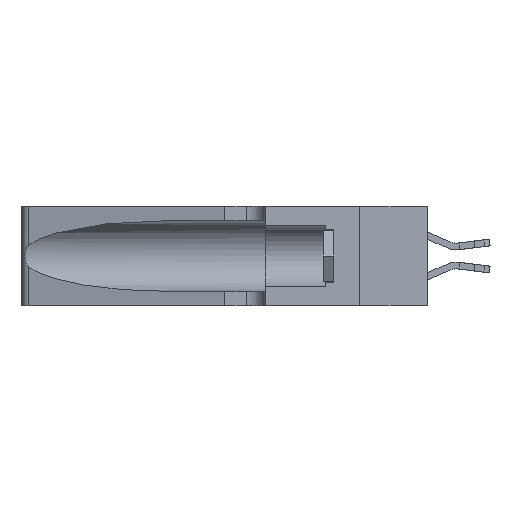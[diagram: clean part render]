
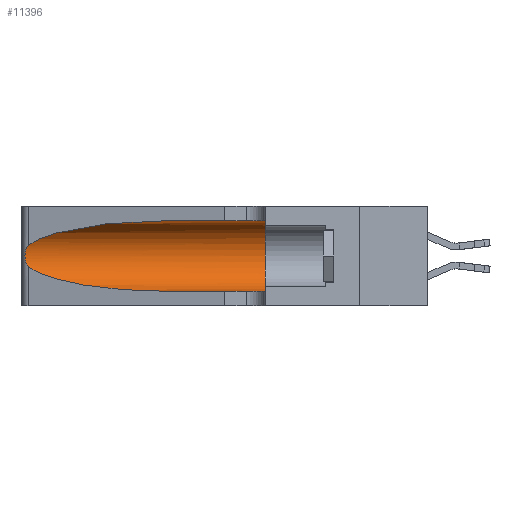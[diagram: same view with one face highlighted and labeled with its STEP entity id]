
A CAD part, left-side view. The second image highlights one B-rep face of the part: STEP entity #11396.
In plain terms, the highlighted cylindrical face has radius 3.308 mm (diameter 6.617 mm), a partial arc.
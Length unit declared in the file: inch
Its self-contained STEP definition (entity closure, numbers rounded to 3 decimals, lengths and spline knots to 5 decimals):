
#1159 = CARTESIAN_POINT ( 'NONE',  ( 0.25856, 1.23593, 0.16098 ) ) ;
#1218 = AXIS2_PLACEMENT_3D ( 'NONE', #7413, #23519, #9966 ) ;
#1830 = CARTESIAN_POINT ( 'NONE',  ( 0.1305, 0.72297, 0.05475 ) ) ;
#2027 = DIRECTION ( 'NONE',  ( 0., 0., 1. ) ) ;
#2538 = CIRCLE ( 'NONE', #29330, 0.13025 ) ;
#3189 = CARTESIAN_POINT ( 'NONE',  ( 0.25487, 1.22718, 0.22369 ) ) ;
#3343 = EDGE_CURVE ( 'NONE', #16786, #8472, #18216, .T. ) ;
#3628 = CARTESIAN_POINT ( 'NONE',  ( 0.25789, 1.23486, 0.15765 ) ) ;
#3844 = CARTESIAN_POINT ( 'NONE',  ( 0.25487, 1.22718, 0.22369 ) ) ;
#5979 = CARTESIAN_POINT ( 'NONE',  ( 0.26075, 1.23896, 0.19203 ) ) ;
#6055 =( BOUNDED_CURVE ( )  B_SPLINE_CURVE ( 3, ( #7352, #18975, #25811, #9703 ),
 .UNSPECIFIED., .F., .F. ) 
 B_SPLINE_CURVE_WITH_KNOTS ( ( 4, 4 ),
 ( 1.5708, 2.84003 ),
 .UNSPECIFIED. ) 
 CURVE ( )  GEOMETRIC_REPRESENTATION_ITEM ( )  RATIONAL_B_SPLINE_CURVE ( ( 1., 0.87, 0.87, 1. ) ) 
 REPRESENTATION_ITEM ( '' )  );
#6242 = CARTESIAN_POINT ( 'NONE',  ( 0.18966, 0.96281, 0.05475 ) ) ;
#6544 = CARTESIAN_POINT ( 'NONE',  ( 0.1305, 0.35, 0.185 ) ) ;
#7352 = CARTESIAN_POINT ( 'NONE',  ( 0.1305, 0.72297, 0.31525 ) ) ;
#7413 = CARTESIAN_POINT ( 'NONE',  ( 0.1305, 1.61858, 0.185 ) ) ;
#8227 = CARTESIAN_POINT ( 'NONE',  ( 0.25487, 1.22718, 0.14631 ) ) ;
#8472 = VERTEX_POINT ( 'NONE', #1830 ) ;
#9703 = CARTESIAN_POINT ( 'NONE',  ( 0.25487, 1.22718, 0.22369 ) ) ;
#9966 = DIRECTION ( 'NONE',  ( 0., 0., -1. ) ) ;
#10034 = LINE ( 'NONE', #22772, #12556 ) ;
#10481 = CARTESIAN_POINT ( 'NONE',  ( 0.25555, 1.22994, 0.2215 ) ) ;
#10941 = CARTESIAN_POINT ( 'NONE',  ( 0.1305, 0.72297, 0.05475 ) ) ;
#11284 = VERTEX_POINT ( 'NONE', #11604 ) ;
#11396 = ADVANCED_FACE ( 'NONE', ( #20869 ), #12111, .F. ) ;
#11452 = ORIENTED_EDGE ( 'NONE', *, *, #22117, .T. ) ;
#11604 = CARTESIAN_POINT ( 'NONE',  ( 0.1305, 0.72297, 0.31525 ) ) ;
#11863 = B_SPLINE_CURVE_WITH_KNOTS ( 'NONE', 3,
 ( #3844, #10481, #12810, #24548, #22195, #17605, #5979, #22299, #20160, #1159, #3628, #26798, #15146, #8227 ),
 .UNSPECIFIED., .F., .F.,
 ( 4, 2, 2, 2, 2, 2, 4 ),
 ( 0., 0.00027, 0.00053, 0.00107, 0.0016, 0.00187, 0.00214 ),
 .UNSPECIFIED. ) ;
#11965 = EDGE_CURVE ( 'NONE', #11284, #27951, #26679, .T. ) ;
#12111 = CYLINDRICAL_SURFACE ( 'NONE', #1218, 0.13025 ) ;
#12556 = VECTOR ( 'NONE', #17980, 39.37008 ) ;
#12810 = CARTESIAN_POINT ( 'NONE',  ( 0.25639, 1.23184, 0.21858 ) ) ;
#12814 = DIRECTION ( 'NONE',  ( 0., -1., 0. ) ) ;
#13146 = VERTEX_POINT ( 'NONE', #3189 ) ;
#14785 = CARTESIAN_POINT ( 'NONE',  ( 0.1305, 0.35, 0.31525 ) ) ;
#15146 = CARTESIAN_POINT ( 'NONE',  ( 0.25555, 1.22993, 0.14849 ) ) ;
#15301 = CARTESIAN_POINT ( 'NONE',  ( 0.1305, 0.35, 0.05475 ) ) ;
#15772 = EDGE_CURVE ( 'NONE', #11284, #13146, #6055, .T. ) ;
#16786 = VERTEX_POINT ( 'NONE', #18099 ) ;
#17605 = CARTESIAN_POINT ( 'NONE',  ( 0.26018, 1.23835, 0.19895 ) ) ;
#17869 = CARTESIAN_POINT ( 'NONE',  ( 0.25487, 1.22718, 0.14631 ) ) ;
#17980 = DIRECTION ( 'NONE',  ( 0., -1., 0. ) ) ;
#18074 = CARTESIAN_POINT ( 'NONE',  ( 0.2373, 1.15595, 0.08982 ) ) ;
#18099 = CARTESIAN_POINT ( 'NONE',  ( 0.25487, 1.22718, 0.14631 ) ) ;
#18100 = VERTEX_POINT ( 'NONE', #15301 ) ;
#18216 =( BOUNDED_CURVE ( )  B_SPLINE_CURVE ( 3, ( #17869, #18074, #6242, #10941 ),
 .UNSPECIFIED., .F., .F. ) 
 B_SPLINE_CURVE_WITH_KNOTS ( ( 4, 4 ),
 ( 3.44316, 4.71239 ),
 .UNSPECIFIED. ) 
 CURVE ( )  GEOMETRIC_REPRESENTATION_ITEM ( )  RATIONAL_B_SPLINE_CURVE ( ( 1., 0.87, 0.87, 1. ) ) 
 REPRESENTATION_ITEM ( '' )  );
#18975 = CARTESIAN_POINT ( 'NONE',  ( 0.18966, 0.96281, 0.31525 ) ) ;
#19759 = CARTESIAN_POINT ( 'NONE',  ( 0.1305, 1.61858, 0.31525 ) ) ;
#20160 = CARTESIAN_POINT ( 'NONE',  ( 0.26017, 1.23833, 0.17102 ) ) ;
#20306 = EDGE_LOOP ( 'NONE', ( #22951, #11452, #25359, #21269, #20436, #22258 ) ) ;
#20436 = ORIENTED_EDGE ( 'NONE', *, *, #26548, .F. ) ;
#20450 = VECTOR ( 'NONE', #12814, 39.37008 ) ;
#20869 = FACE_OUTER_BOUND ( 'NONE', #20306, .T. ) ;
#21269 = ORIENTED_EDGE ( 'NONE', *, *, #22792, .T. ) ;
#22117 = EDGE_CURVE ( 'NONE', #13146, #16786, #11863, .T. ) ;
#22195 = CARTESIAN_POINT ( 'NONE',  ( 0.25854, 1.2359, 0.20912 ) ) ;
#22258 = ORIENTED_EDGE ( 'NONE', *, *, #11965, .F. ) ;
#22299 = CARTESIAN_POINT ( 'NONE',  ( 0.26075, 1.23896, 0.178 ) ) ;
#22772 = CARTESIAN_POINT ( 'NONE',  ( 0.1305, 1.61858, 0.05475 ) ) ;
#22792 = EDGE_CURVE ( 'NONE', #8472, #18100, #10034, .T. ) ;
#22951 = ORIENTED_EDGE ( 'NONE', *, *, #15772, .T. ) ;
#23519 = DIRECTION ( 'NONE',  ( 0., -1., 0. ) ) ;
#24548 = CARTESIAN_POINT ( 'NONE',  ( 0.25787, 1.23484, 0.2124 ) ) ;
#25100 = DIRECTION ( 'NONE',  ( 0., 1., 0. ) ) ;
#25359 = ORIENTED_EDGE ( 'NONE', *, *, #3343, .T. ) ;
#25811 = CARTESIAN_POINT ( 'NONE',  ( 0.2373, 1.15595, 0.28018 ) ) ;
#26548 = EDGE_CURVE ( 'NONE', #27951, #18100, #2538, .T. ) ;
#26679 = LINE ( 'NONE', #19759, #20450 ) ;
#26798 = CARTESIAN_POINT ( 'NONE',  ( 0.25639, 1.23186, 0.15144 ) ) ;
#27951 = VERTEX_POINT ( 'NONE', #14785 ) ;
#29330 = AXIS2_PLACEMENT_3D ( 'NONE', #6544, #25100, #2027 ) ;
